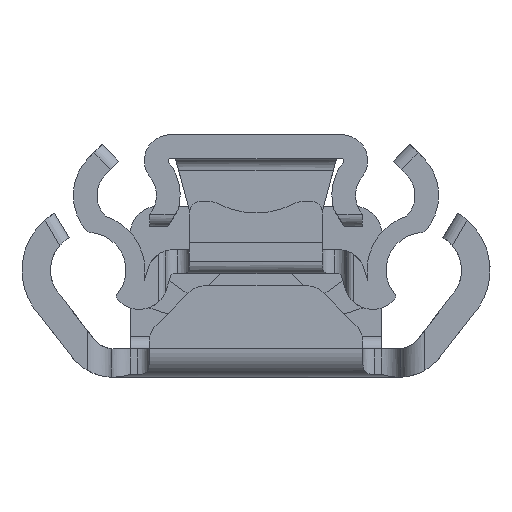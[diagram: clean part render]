
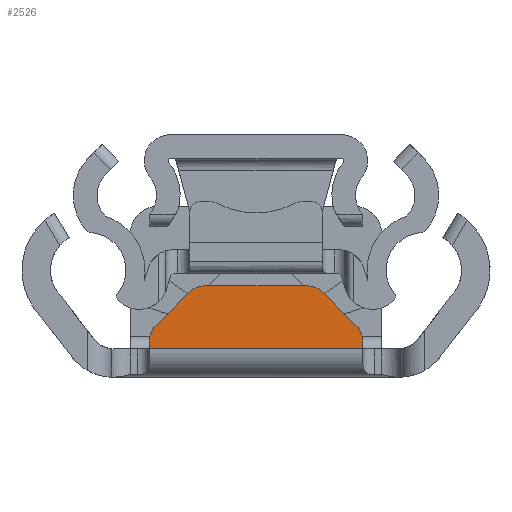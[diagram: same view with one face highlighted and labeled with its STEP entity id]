
A CAD part, left-side view. The second image highlights one B-rep face of the part: STEP entity #2526.
In plain terms, the highlighted planar face has unit normal (-1, 0, 0).
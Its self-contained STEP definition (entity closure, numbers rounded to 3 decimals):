
#20 = ORIENTED_EDGE ( 'NONE', *, *, #1432, .F. ) ;
#190 = EDGE_CURVE ( 'NONE', #4796, #6148, #893, .T. ) ;
#208 = ORIENTED_EDGE ( 'NONE', *, *, #8278, .T. ) ;
#283 = ORIENTED_EDGE ( 'NONE', *, *, #1366, .T. ) ;
#372 = LINE ( 'NONE', #6599, #3849 ) ;
#625 = LINE ( 'NONE', #3990, #8257 ) ;
#893 = LINE ( 'NONE', #7693, #7222 ) ;
#1043 = DIRECTION ( 'NONE',  ( -1., 0., 0. ) ) ;
#1366 = EDGE_CURVE ( 'NONE', #8322, #7598, #7057, .T. ) ;
#1396 = CIRCLE ( 'NONE', #7263, 1. ) ;
#1412 = LINE ( 'NONE', #3373, #3841 ) ;
#1432 = EDGE_CURVE ( 'NONE', #5072, #6865, #8406, .T. ) ;
#1554 = AXIS2_PLACEMENT_3D ( 'NONE', #8678, #7330, #4471 ) ;
#1621 = CARTESIAN_POINT ( 'NONE',  ( 1.3, -2.118, 2.85 ) ) ;
#1698 = DIRECTION ( 'NONE',  ( 0., 0., 1. ) ) ;
#1772 = DIRECTION ( 'NONE',  ( 0., 1., 0. ) ) ;
#1832 = AXIS2_PLACEMENT_3D ( 'NONE', #1621, #1043, #7856 ) ;
#2110 = AXIS2_PLACEMENT_3D ( 'NONE', #4150, #7064, #5492 ) ;
#2317 = FACE_OUTER_BOUND ( 'NONE', #6903, .T. ) ;
#2481 = CARTESIAN_POINT ( 'NONE',  ( 1.3, 4.207, 2.175 ) ) ;
#2503 = CARTESIAN_POINT ( 'NONE',  ( 1.3, 4.5, 1.2 ) ) ;
#2513 = VECTOR ( 'NONE', #5718, 1000. ) ;
#2526 = ADVANCED_FACE ( 'NONE', ( #2317 ), #3568, .T. ) ;
#2557 = ORIENTED_EDGE ( 'NONE', *, *, #5429, .T. ) ;
#2771 = ORIENTED_EDGE ( 'NONE', *, *, #3559, .T. ) ;
#2816 = CIRCLE ( 'NONE', #2110, 1. ) ;
#2930 = DIRECTION ( 'NONE',  ( -1., 0., 0. ) ) ;
#3203 = ORIENTED_EDGE ( 'NONE', *, *, #190, .T. ) ;
#3239 = CARTESIAN_POINT ( 'NONE',  ( 1.3, -3.5, 1.468 ) ) ;
#3373 = CARTESIAN_POINT ( 'NONE',  ( 1.3, -3.191, 3.191 ) ) ;
#3418 = EDGE_CURVE ( 'NONE', #4487, #5668, #5393, .T. ) ;
#3559 = EDGE_CURVE ( 'NONE', #5072, #4796, #625, .T. ) ;
#3568 = PLANE ( 'NONE',  #8683 ) ;
#3841 = VECTOR ( 'NONE', #7457, 1000. ) ;
#3849 = VECTOR ( 'NONE', #1772, 1000. ) ;
#3940 = ORIENTED_EDGE ( 'NONE', *, *, #3418, .T. ) ;
#3990 = CARTESIAN_POINT ( 'NONE',  ( 1.3, -4.5, 1.2 ) ) ;
#4005 = CARTESIAN_POINT ( 'NONE',  ( 1.3, -4.5, 1.2 ) ) ;
#4150 = CARTESIAN_POINT ( 'NONE',  ( 1.3, 3.5, 1.468 ) ) ;
#4471 = DIRECTION ( 'NONE',  ( 0., 0., 1. ) ) ;
#4487 = VERTEX_POINT ( 'NONE', #7403 ) ;
#4739 = CARTESIAN_POINT ( 'NONE',  ( 1.3, -4.207, 2.175 ) ) ;
#4748 = EDGE_CURVE ( 'NONE', #6148, #5254, #1396, .T. ) ;
#4769 = CARTESIAN_POINT ( 'NONE',  ( 1.3, 4.5, 1.468 ) ) ;
#4796 = VERTEX_POINT ( 'NONE', #4005 ) ;
#4916 = DIRECTION ( 'NONE',  ( 0., 0., 1. ) ) ;
#5003 = CARTESIAN_POINT ( 'NONE',  ( 1.3, 4.5, -0.3 ) ) ;
#5072 = VERTEX_POINT ( 'NONE', #2503 ) ;
#5112 = VERTEX_POINT ( 'NONE', #6587 ) ;
#5254 = VERTEX_POINT ( 'NONE', #4739 ) ;
#5393 = CIRCLE ( 'NONE', #1832, 1. ) ;
#5429 = EDGE_CURVE ( 'NONE', #5112, #8322, #7407, .T. ) ;
#5492 = DIRECTION ( 'NONE',  ( 0., 0., 1. ) ) ;
#5583 = DIRECTION ( 'NONE',  ( 0., 0.707, -0.707 ) ) ;
#5664 = CARTESIAN_POINT ( 'NONE',  ( 1.3, 3.191, 3.191 ) ) ;
#5668 = VERTEX_POINT ( 'NONE', #8086 ) ;
#5718 = DIRECTION ( 'NONE',  ( 0., 0., 1. ) ) ;
#6014 = DIRECTION ( 'NONE',  ( -1., 0., 0. ) ) ;
#6148 = VERTEX_POINT ( 'NONE', #7760 ) ;
#6443 = ORIENTED_EDGE ( 'NONE', *, *, #7202, .F. ) ;
#6587 = CARTESIAN_POINT ( 'NONE',  ( 1.3, 2.118, 3.85 ) ) ;
#6599 = CARTESIAN_POINT ( 'NONE',  ( 1.3, 0., 3.85 ) ) ;
#6685 = ORIENTED_EDGE ( 'NONE', *, *, #4748, .T. ) ;
#6722 = DIRECTION ( 'NONE',  ( 0., -1., 0. ) ) ;
#6865 = VERTEX_POINT ( 'NONE', #4769 ) ;
#6903 = EDGE_LOOP ( 'NONE', ( #20, #2771, #3203, #6685, #6443, #3940, #7357, #2557, #283, #208 ) ) ;
#7026 = DIRECTION ( 'NONE',  ( 0., 0., 1. ) ) ;
#7057 = LINE ( 'NONE', #5664, #7242 ) ;
#7064 = DIRECTION ( 'NONE',  ( -1., 0., 0. ) ) ;
#7202 = EDGE_CURVE ( 'NONE', #4487, #5254, #1412, .T. ) ;
#7222 = VECTOR ( 'NONE', #7026, 1000. ) ;
#7242 = VECTOR ( 'NONE', #5583, 1000. ) ;
#7263 = AXIS2_PLACEMENT_3D ( 'NONE', #3239, #6014, #4916 ) ;
#7297 = CARTESIAN_POINT ( 'NONE',  ( 1.3, 2.825, 3.557 ) ) ;
#7330 = DIRECTION ( 'NONE',  ( -1., 0., 0. ) ) ;
#7357 = ORIENTED_EDGE ( 'NONE', *, *, #7567, .T. ) ;
#7403 = CARTESIAN_POINT ( 'NONE',  ( 1.3, -2.825, 3.557 ) ) ;
#7407 = CIRCLE ( 'NONE', #1554, 1. ) ;
#7457 = DIRECTION ( 'NONE',  ( 0., -0.707, -0.707 ) ) ;
#7567 = EDGE_CURVE ( 'NONE', #5668, #5112, #372, .T. ) ;
#7598 = VERTEX_POINT ( 'NONE', #2481 ) ;
#7693 = CARTESIAN_POINT ( 'NONE',  ( 1.3, -4.5, -0.3 ) ) ;
#7760 = CARTESIAN_POINT ( 'NONE',  ( 1.3, -4.5, 1.468 ) ) ;
#7826 = CARTESIAN_POINT ( 'NONE',  ( 1.3, 0., -0.3 ) ) ;
#7856 = DIRECTION ( 'NONE',  ( 0., 0., 1. ) ) ;
#8086 = CARTESIAN_POINT ( 'NONE',  ( 1.3, -2.118, 3.85 ) ) ;
#8257 = VECTOR ( 'NONE', #6722, 1000. ) ;
#8278 = EDGE_CURVE ( 'NONE', #7598, #6865, #2816, .T. ) ;
#8322 = VERTEX_POINT ( 'NONE', #7297 ) ;
#8406 = LINE ( 'NONE', #5003, #2513 ) ;
#8678 = CARTESIAN_POINT ( 'NONE',  ( 1.3, 2.118, 2.85 ) ) ;
#8683 = AXIS2_PLACEMENT_3D ( 'NONE', #7826, #2930, #1698 ) ;
